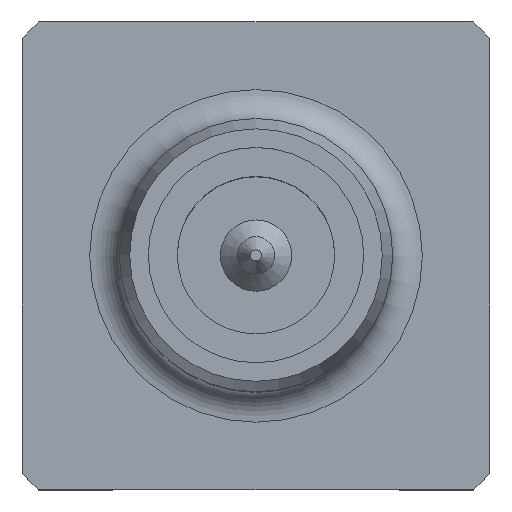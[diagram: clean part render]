
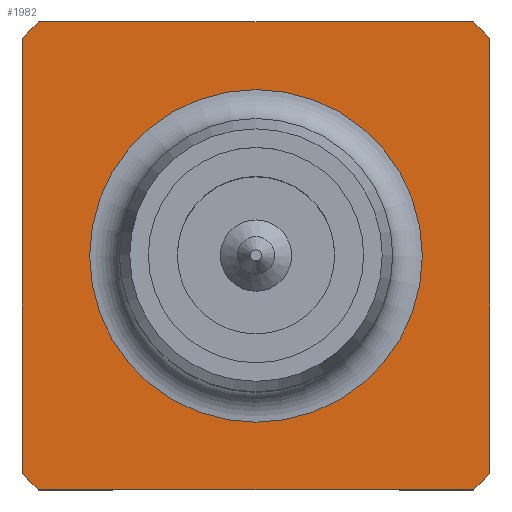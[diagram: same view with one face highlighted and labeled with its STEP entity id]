
A CAD part, top view. The second image highlights one B-rep face of the part: STEP entity #1982.
In plain terms, the highlighted planar face has unit normal (0, 0, 1).
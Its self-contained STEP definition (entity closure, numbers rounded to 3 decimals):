
#60=LINE('',#2789,#164);
#63=LINE('',#2793,#167);
#66=LINE('',#2797,#170);
#69=LINE('',#2801,#173);
#164=VECTOR('',#2377,1000.);
#167=VECTOR('',#2382,1000.);
#170=VECTOR('',#2387,1000.);
#173=VECTOR('',#2392,1000.);
#277=PLANE('',#2113);
#444=ORIENTED_EDGE('',*,*,#658,.T.);
#445=ORIENTED_EDGE('',*,*,#673,.F.);
#446=ORIENTED_EDGE('',*,*,#718,.T.);
#447=ORIENTED_EDGE('',*,*,#677,.F.);
#448=ORIENTED_EDGE('',*,*,#715,.T.);
#449=ORIENTED_EDGE('',*,*,#679,.F.);
#450=ORIENTED_EDGE('',*,*,#724,.T.);
#451=ORIENTED_EDGE('',*,*,#669,.F.);
#452=ORIENTED_EDGE('',*,*,#721,.T.);
#658=EDGE_CURVE('',#826,#826,#954,.F.);
#669=EDGE_CURVE('',#837,#838,#964,.T.);
#673=EDGE_CURVE('',#841,#842,#966,.T.);
#677=EDGE_CURVE('',#845,#846,#968,.T.);
#679=EDGE_CURVE('',#847,#848,#969,.T.);
#715=EDGE_CURVE('',#845,#848,#60,.T.);
#718=EDGE_CURVE('',#841,#846,#63,.T.);
#721=EDGE_CURVE('',#837,#842,#66,.T.);
#724=EDGE_CURVE('',#847,#838,#69,.T.);
#826=VERTEX_POINT('',#2662);
#837=VERTEX_POINT('',#2690);
#838=VERTEX_POINT('',#2692);
#841=VERTEX_POINT('',#2699);
#842=VERTEX_POINT('',#2701);
#845=VERTEX_POINT('',#2708);
#846=VERTEX_POINT('',#2710);
#847=VERTEX_POINT('',#2714);
#848=VERTEX_POINT('',#2715);
#954=CIRCLE('',#2071,2.24);
#964=CIRCLE('',#2088,4.3);
#966=CIRCLE('',#2091,4.3);
#968=CIRCLE('',#2094,4.3);
#969=CIRCLE('',#2096,4.3);
#1065=EDGE_LOOP('',(#444));
#1066=EDGE_LOOP('',(#445,#446,#447,#448,#449,#450,#451,#452));
#1205=FACE_BOUND('',#1065,.T.);
#1206=FACE_BOUND('',#1066,.T.);
#1982=ADVANCED_FACE('',(#1205,#1206),#277,.T.);
#2071=AXIS2_PLACEMENT_3D('',#2661,#2259,#2260);
#2088=AXIS2_PLACEMENT_3D('',#2691,#2294,#2295);
#2091=AXIS2_PLACEMENT_3D('',#2700,#2302,#2303);
#2094=AXIS2_PLACEMENT_3D('',#2709,#2310,#2311);
#2096=AXIS2_PLACEMENT_3D('',#2713,#2315,#2316);
#2113=AXIS2_PLACEMENT_3D('',#2804,#2395,#2396);
#2259=DIRECTION('',(0.,0.,1.));
#2260=DIRECTION('',(1.,0.,0.));
#2294=DIRECTION('',(0.,0.,-1.));
#2295=DIRECTION('',(1.,0.,0.));
#2302=DIRECTION('',(0.,0.,-1.));
#2303=DIRECTION('',(1.,0.,0.));
#2310=DIRECTION('',(0.,0.,-1.));
#2311=DIRECTION('',(1.,0.,0.));
#2315=DIRECTION('',(0.,0.,-1.));
#2316=DIRECTION('',(1.,0.,0.));
#2377=DIRECTION('',(-1.,0.,0.));
#2382=DIRECTION('',(0.,1.,0.));
#2387=DIRECTION('',(1.,0.,0.));
#2392=DIRECTION('',(0.,-1.,0.));
#2395=DIRECTION('',(0.,0.,1.));
#2396=DIRECTION('',(1.,0.,0.));
#2661=CARTESIAN_POINT('',(0.,0.,1.25));
#2662=CARTESIAN_POINT('',(2.24,0.,1.25));
#2690=CARTESIAN_POINT('',(-2.927,-3.15,1.25));
#2691=CARTESIAN_POINT('',(0.,0.,1.25));
#2692=CARTESIAN_POINT('',(-3.15,-2.927,1.25));
#2699=CARTESIAN_POINT('',(3.15,-2.927,1.25));
#2700=CARTESIAN_POINT('',(0.,0.,1.25));
#2701=CARTESIAN_POINT('',(2.927,-3.15,1.25));
#2708=CARTESIAN_POINT('',(2.927,3.15,1.25));
#2709=CARTESIAN_POINT('',(0.,0.,1.25));
#2710=CARTESIAN_POINT('',(3.15,2.927,1.25));
#2713=CARTESIAN_POINT('',(0.,0.,1.25));
#2714=CARTESIAN_POINT('',(-3.15,2.927,1.25));
#2715=CARTESIAN_POINT('',(-2.927,3.15,1.25));
#2789=CARTESIAN_POINT('',(3.15,3.15,1.25));
#2793=CARTESIAN_POINT('',(3.15,-3.15,1.25));
#2797=CARTESIAN_POINT('',(-3.15,-3.15,1.25));
#2801=CARTESIAN_POINT('',(-3.15,3.15,1.25));
#2804=CARTESIAN_POINT('',(0.,0.,1.25));
